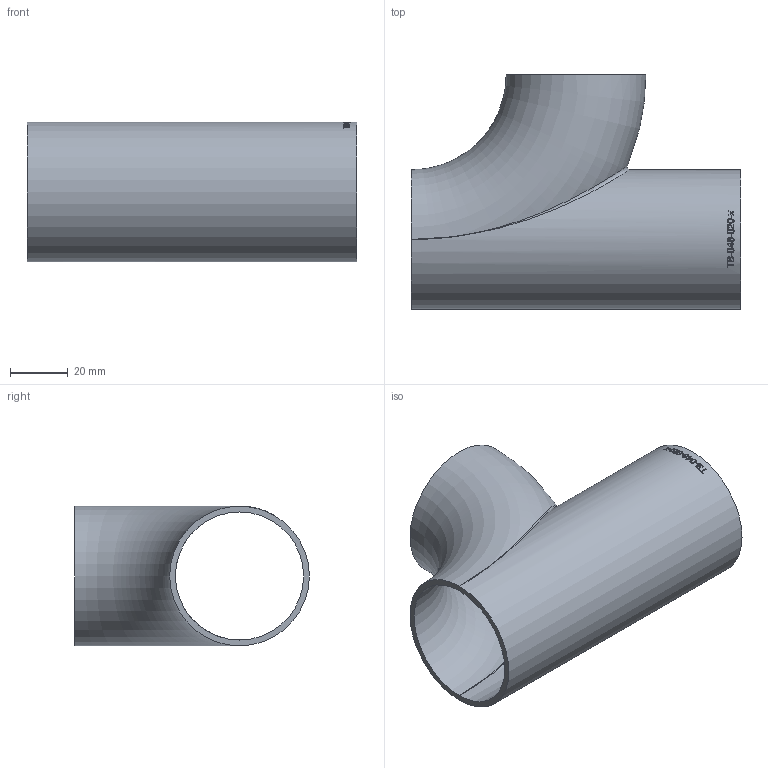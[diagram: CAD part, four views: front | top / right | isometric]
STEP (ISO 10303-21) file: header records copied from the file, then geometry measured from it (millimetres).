
FILE_DESCRIPTION (( 'STEP AP214' ), '1' );
FILE_NAME ('TB-048-020-x T-Bogen 2005.STEP', '2020-05-18T10:36:34', ( '' ), ( '' ), 'SwSTEP 2.0', 'SolidWorks 2019', '' );
FILE_SCHEMA (( 'AUTOMOTIVE_DESIGN' ));
Length unit declared in the file: millimetre
Products named in the file (1): TB-048-020-x T-Bogen 2005
Bounding box: 114 x 81.15 x 48.3 mm (x, y, z)
Volume: 41420.6 mm3; surface area: 42333.6 mm2
Topology: 1 solids, 1 shells, 157 faces, 408 edges, 267 vertices
Faces by surface type: bspline 82, plane 51, cylinder 22, torus 2
Full cylindrical faces by diameter (mm): 44.3 x1, 48.3 x1
Entity records: 17409 total; most frequent: CARTESIAN_POINT 12745, ORIENTED_EDGE 786, EDGE_CURVE 393, DIRECTION 358, VERTEX_POINT 262, B_SPLINE_CURVE_WITH_KNOTS 251, EDGE_LOOP 183, FACE_OUTER_BOUND 160
